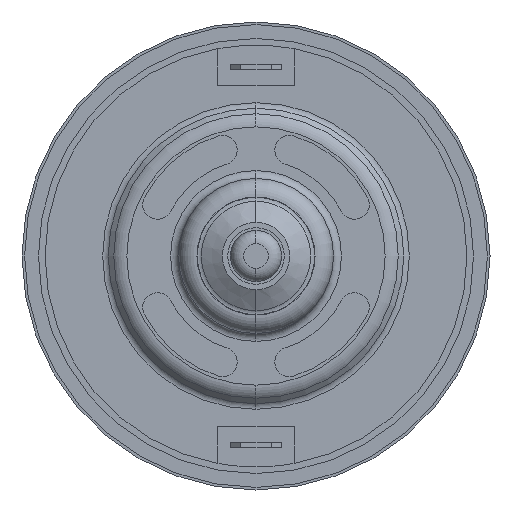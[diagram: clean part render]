
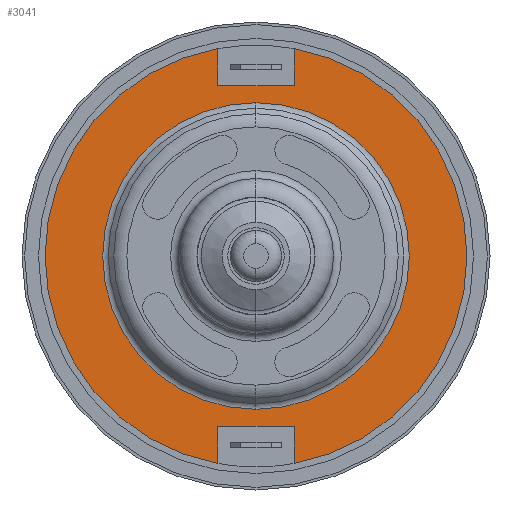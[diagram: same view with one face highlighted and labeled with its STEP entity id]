
A CAD part, left-side view. The second image highlights one B-rep face of the part: STEP entity #3041.
In plain terms, the highlighted planar face has unit normal (-1, 0, 0).
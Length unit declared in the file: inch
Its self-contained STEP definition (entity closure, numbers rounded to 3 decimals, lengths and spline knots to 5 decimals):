
#10 = VERTEX_POINT ( 'NONE', #3448 ) ;
#24 = VERTEX_POINT ( 'NONE', #3462 ) ;
#297 = VERTEX_POINT ( 'NONE', #3488 ) ;
#303 = VERTEX_POINT ( 'NONE', #3492 ) ;
#433 = EDGE_CURVE ( 'NONE', #876, #10, #2594, .T. ) ;
#440 = EDGE_CURVE ( 'NONE', #6466, #303, #2595, .T. ) ;
#445 = EDGE_CURVE ( 'NONE', #24, #3247, #2612, .T. ) ;
#462 = EDGE_CURVE ( 'NONE', #3329, #881, #2636, .T. ) ;
#467 = EDGE_CURVE ( 'NONE', #3329, #6466, #2642, .T. ) ;
#469 = EDGE_CURVE ( 'NONE', #303, #10, #2634, .T. ) ;
#497 = EDGE_CURVE ( 'NONE', #297, #6468, #2669, .T. ) ;
#505 = EDGE_CURVE ( 'NONE', #6468, #876, #2676, .T. ) ;
#506 = EDGE_CURVE ( 'NONE', #881, #297, #2688, .T. ) ;
#759 = EDGE_CURVE ( 'NONE', #3247, #24, #5343, .T. ) ;
#876 = VERTEX_POINT ( 'NONE', #6161 ) ;
#881 = VERTEX_POINT ( 'NONE', #6166 ) ;
#933 = AXIS2_PLACEMENT_3D ( 'NONE', #3823, #3824, #3825 ) ;
#942 = AXIS2_PLACEMENT_3D ( 'NONE', #3851, #3857, #3858 ) ;
#951 = AXIS2_PLACEMENT_3D ( 'NONE', #3887, #3899, #3900 ) ;
#1038 = AXIS2_PLACEMENT_3D ( 'NONE', #5922, #5924, #5925 ) ;
#1205 = AXIS2_PLACEMENT_3D ( 'NONE', #6279, #6287, #6288 ) ;
#2237 = CARTESIAN_POINT ( 'NONE',  ( 0.075, 0., 0.58043 ) ) ;
#2318 = CARTESIAN_POINT ( 'NONE',  ( 0.075, -0.144, -0.78541 ) ) ;
#2587 = VECTOR ( 'NONE', #3843, 39.37008 ) ;
#2594 = CIRCLE ( 'NONE', #933, 0.7985 ) ;
#2595 = LINE ( 'NONE', #3842, #2587 ) ;
#2612 = CIRCLE ( 'NONE', #942, 0.58043 ) ;
#2634 = LINE ( 'NONE', #3914, #2645 ) ;
#2636 = CIRCLE ( 'NONE', #951, 0.7985 ) ;
#2639 = VECTOR ( 'NONE', #3913, 39.37008 ) ;
#2642 = LINE ( 'NONE', #3907, #2639 ) ;
#2645 = VECTOR ( 'NONE', #4668, 39.37008 ) ;
#2661 = VECTOR ( 'NONE', #4727, 39.37008 ) ;
#2669 = LINE ( 'NONE', #4726, #2661 ) ;
#2676 = LINE ( 'NONE', #4746, #2683 ) ;
#2683 = VECTOR ( 'NONE', #4747, 39.37008 ) ;
#2688 = LINE ( 'NONE', #4748, #2689 ) ;
#2689 = VECTOR ( 'NONE', #4749, 39.37008 ) ;
#3041 = ADVANCED_FACE ( 'NONE', ( #5496, #5495 ), #6278, .T. ) ;
#3247 = VERTEX_POINT ( 'NONE', #2237 ) ;
#3329 = VERTEX_POINT ( 'NONE', #2318 ) ;
#3448 = CARTESIAN_POINT ( 'NONE',  ( 0.075, 0.144, -0.78541 ) ) ;
#3462 = CARTESIAN_POINT ( 'NONE',  ( 0.075, 0., -0.58043 ) ) ;
#3488 = CARTESIAN_POINT ( 'NONE',  ( 0.075, -0.144, 0.64541 ) ) ;
#3492 = CARTESIAN_POINT ( 'NONE',  ( 0.075, 0.144, -0.64541 ) ) ;
#3823 = CARTESIAN_POINT ( 'NONE',  ( 0.075, 0., 0. ) ) ;
#3824 = DIRECTION ( 'NONE',  ( -1., 0., 0. ) ) ;
#3825 = DIRECTION ( 'NONE',  ( 0., 0., 1. ) ) ;
#3842 = CARTESIAN_POINT ( 'NONE',  ( 0.075, -0.144, -0.64541 ) ) ;
#3843 = DIRECTION ( 'NONE',  ( 0., 1., 0. ) ) ;
#3851 = CARTESIAN_POINT ( 'NONE',  ( 0.075, 0., 0. ) ) ;
#3857 = DIRECTION ( 'NONE',  ( 1., 0., 0. ) ) ;
#3858 = DIRECTION ( 'NONE',  ( 0., 0., 1. ) ) ;
#3887 = CARTESIAN_POINT ( 'NONE',  ( 0.075, 0., 0. ) ) ;
#3899 = DIRECTION ( 'NONE',  ( -1., 0., 0. ) ) ;
#3900 = DIRECTION ( 'NONE',  ( 0., 0., 1. ) ) ;
#3907 = CARTESIAN_POINT ( 'NONE',  ( 0.075, -0.144, -0.64541 ) ) ;
#3913 = DIRECTION ( 'NONE',  ( 0., 0., 1. ) ) ;
#3914 = CARTESIAN_POINT ( 'NONE',  ( 0.075, 0.144, -0.64541 ) ) ;
#3956 = CARTESIAN_POINT ( 'NONE',  ( 0.075, -0.144, -0.64541 ) ) ;
#3958 = CARTESIAN_POINT ( 'NONE',  ( 0.075, 0.144, 0.64541 ) ) ;
#4033 = ORIENTED_EDGE ( 'NONE', *, *, #505, .T. ) ;
#4034 = ORIENTED_EDGE ( 'NONE', *, *, #433, .T. ) ;
#4035 = ORIENTED_EDGE ( 'NONE', *, *, #469, .F. ) ;
#4036 = ORIENTED_EDGE ( 'NONE', *, *, #440, .F. ) ;
#4037 = ORIENTED_EDGE ( 'NONE', *, *, #467, .F. ) ;
#4038 = ORIENTED_EDGE ( 'NONE', *, *, #462, .T. ) ;
#4039 = ORIENTED_EDGE ( 'NONE', *, *, #506, .T. ) ;
#4040 = ORIENTED_EDGE ( 'NONE', *, *, #497, .T. ) ;
#4041 = ORIENTED_EDGE ( 'NONE', *, *, #759, .T. ) ;
#4042 = ORIENTED_EDGE ( 'NONE', *, *, #445, .T. ) ;
#4523 = EDGE_LOOP ( 'NONE', ( #4033, #4034, #4035, #4036, #4037, #4038, #4039, #4040 ) ) ;
#4540 = EDGE_LOOP ( 'NONE', ( #4041, #4042 ) ) ;
#4668 = DIRECTION ( 'NONE',  ( 0., 0., -1. ) ) ;
#4726 = CARTESIAN_POINT ( 'NONE',  ( 0.075, -0.144, 0.64541 ) ) ;
#4727 = DIRECTION ( 'NONE',  ( 0., 1., 0. ) ) ;
#4746 = CARTESIAN_POINT ( 'NONE',  ( 0.075, 0.144, 0.64541 ) ) ;
#4747 = DIRECTION ( 'NONE',  ( 0., 0., 1. ) ) ;
#4748 = CARTESIAN_POINT ( 'NONE',  ( 0.075, -0.144, 0.64541 ) ) ;
#4749 = DIRECTION ( 'NONE',  ( 0., 0., -1. ) ) ;
#5343 = CIRCLE ( 'NONE', #1038, 0.58043 ) ;
#5495 = FACE_BOUND ( 'NONE', #4540, .T. ) ;
#5496 = FACE_OUTER_BOUND ( 'NONE', #4523, .T. ) ;
#5922 = CARTESIAN_POINT ( 'NONE',  ( 0.075, 0., 0. ) ) ;
#5924 = DIRECTION ( 'NONE',  ( 1., 0., 0. ) ) ;
#5925 = DIRECTION ( 'NONE',  ( 0., 0., 1. ) ) ;
#6161 = CARTESIAN_POINT ( 'NONE',  ( 0.075, 0.144, 0.78541 ) ) ;
#6166 = CARTESIAN_POINT ( 'NONE',  ( 0.075, -0.144, 0.78541 ) ) ;
#6278 = PLANE ( 'NONE',  #1205 ) ;
#6279 = CARTESIAN_POINT ( 'NONE',  ( 0.075, 0., 0. ) ) ;
#6287 = DIRECTION ( 'NONE',  ( -1., 0., 0. ) ) ;
#6288 = DIRECTION ( 'NONE',  ( 0., 0., 1. ) ) ;
#6466 = VERTEX_POINT ( 'NONE', #3956 ) ;
#6468 = VERTEX_POINT ( 'NONE', #3958 ) ;
